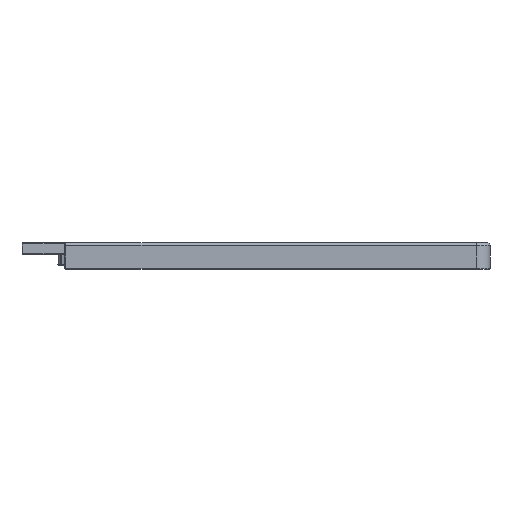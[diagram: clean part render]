
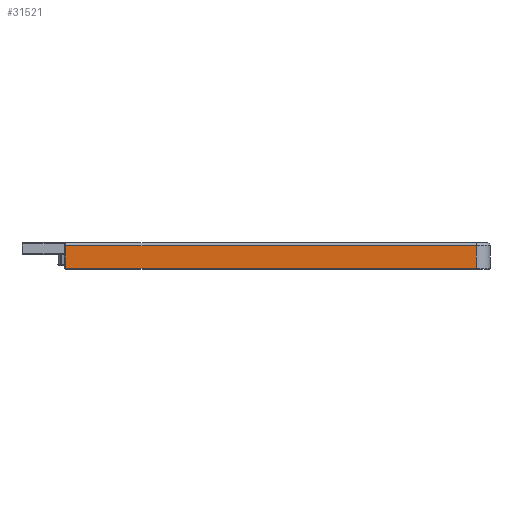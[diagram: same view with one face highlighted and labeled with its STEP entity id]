
A CAD part, front view. The second image highlights one B-rep face of the part: STEP entity #31521.
In plain terms, the highlighted planar face has unit normal (0, -1, 0).
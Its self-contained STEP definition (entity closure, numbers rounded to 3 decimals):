
#2960=PLANE('',#32685);
#4909=LINE('',#55938,#7774);
#4961=LINE('',#56133,#7826);
#4963=LINE('',#56139,#7828);
#5899=LINE('',#57981,#8764);
#7774=VECTOR('',#35537,10.);
#7826=VECTOR('',#35787,10.);
#7828=VECTOR('',#35793,10.);
#8764=VECTOR('',#37481,10.);
#10456=FACE_OUTER_BOUND('',#12185,.T.);
#12185=EDGE_LOOP('',(#29132,#29133,#29134,#29135));
#15184=VERTEX_POINT('',#55796);
#15205=VERTEX_POINT('',#55933);
#15249=VERTEX_POINT('',#56129);
#15251=VERTEX_POINT('',#56137);
#19334=EDGE_CURVE('',#15184,#15205,#4909,.T.);
#19435=EDGE_CURVE('',#15249,#15184,#4961,.T.);
#19438=EDGE_CURVE('',#15251,#15249,#4963,.T.);
#20385=EDGE_CURVE('',#15205,#15251,#5899,.T.);
#29132=ORIENTED_EDGE('',*,*,#19334,.F.);
#29133=ORIENTED_EDGE('',*,*,#19435,.F.);
#29134=ORIENTED_EDGE('',*,*,#19438,.F.);
#29135=ORIENTED_EDGE('',*,*,#20385,.F.);
#31521=ADVANCED_FACE('',(#10456),#2960,.T.);
#32685=AXIS2_PLACEMENT_3D('',#57980,#37479,#37480);
#35537=DIRECTION('',(0.,0.,1.));
#35787=DIRECTION('',(-1.,0.,0.));
#35793=DIRECTION('',(0.,0.,-1.));
#37479=DIRECTION('center_axis',(0.,-1.,0.));
#37480=DIRECTION('ref_axis',(1.,0.,0.));
#37481=DIRECTION('',(1.,0.,0.));
#55796=CARTESIAN_POINT('',(169.1,-6.95,-6.2));
#55933=CARTESIAN_POINT('',(169.1,-6.95,3.8));
#55938=CARTESIAN_POINT('',(169.1,-6.95,0.));
#56129=CARTESIAN_POINT('',(350.494,-6.95,-6.2));
#56133=CARTESIAN_POINT('',(215.648,-6.95,-6.2));
#56137=CARTESIAN_POINT('',(350.494,-6.95,3.8));
#56139=CARTESIAN_POINT('',(350.494,-6.95,0.));
#57980=CARTESIAN_POINT('Origin',(168.7,-6.95,0.));
#57981=CARTESIAN_POINT('',(210.898,-6.95,3.8));
